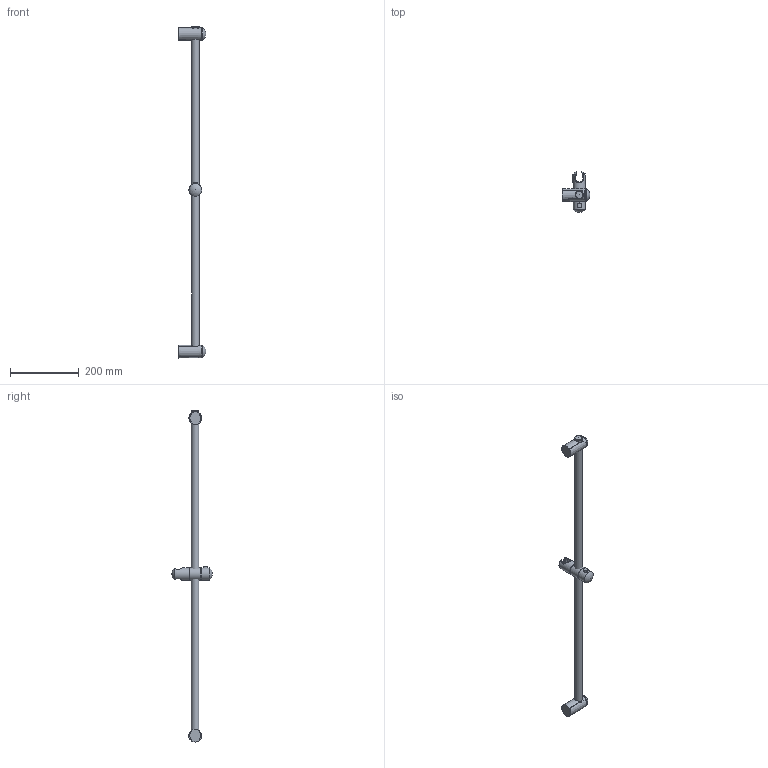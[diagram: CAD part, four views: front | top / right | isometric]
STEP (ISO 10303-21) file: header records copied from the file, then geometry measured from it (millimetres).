
FILE_DESCRIPTION(/* description */ ('Unknown'),/* implementation_level */ '2;1');
FILE_NAME(/* name */ '27500000',/* time_stamp */ '2022-09-08T16:23:00+02:00',/* author */ ('Unknown'),/* organization */ ('GROHE AG'),/* preprocessor_version */ 'ST-DEVELOPER v16.7',/* originating_system */ 'DEX',/* authorisation */ $);
FILE_SCHEMA (('AUTOMOTIVE_DESIGN {1 0 10303 214 3 1 1}'));
Length unit declared in the file: millimetre
Products named in the file (3): 27500000; id45
Assembly tree (2 placements, depth 2):
  27500000
    27500000
    id45
Bounding box: 80.95 x 117.52 x 965.16 mm (x, y, z)
Volume: 6836.1 mm3; surface area: 111975.8 mm2
Topology: 1 solids, 7 shells, 86 faces, 340 edges, 251 vertices
Faces by surface type: cone 43, cylinder 18, plane 16, sphere 8, torus 1
Full cylindrical faces by diameter (mm): 14 x1, 21.8 x1, 21.9 x1, 32 x2, 35.8 x2, 36 x3
Entity records: 4289 total; most frequent: CARTESIAN_POINT 1376, ORIENTED_EDGE 453, DIRECTION 399, EDGE_CURVE 308, VERTEX_POINT 236, AXIS2_PLACEMENT_3D 185, B_SPLINE_CURVE_WITH_KNOTS 183, EDGE_LOOP 105
